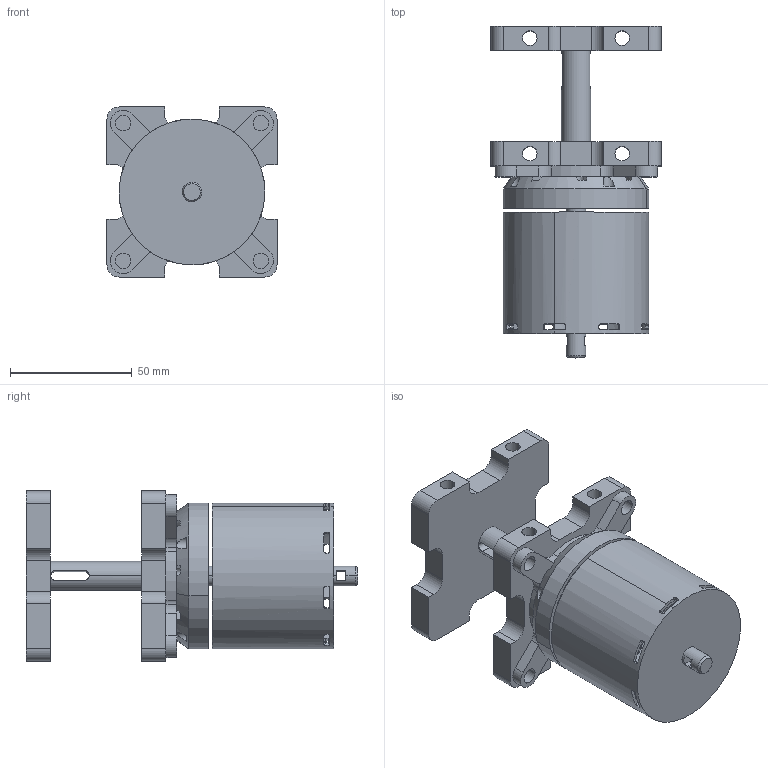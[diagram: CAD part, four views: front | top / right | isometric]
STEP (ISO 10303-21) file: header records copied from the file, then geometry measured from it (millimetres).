
FILE_DESCRIPTION (( 'STEP AP214' ), '1' );
FILE_NAME ('H850 .STEP', '2025-03-19T18:54:35', ( '' ), ( '' ), 'SwSTEP 2.0', 'SolidWorks 2023', '' );
FILE_SCHEMA (( 'AUTOMOTIVE_DESIGN' ));
Length unit declared in the file: millimetre
Products named in the file (5): shaft for gearbox; H850 MOUNT; body; H850 ; top cover
Assembly tree (4 placements, depth 2):
  H850 
    body
    top cover
    shaft for gearbox
    H850 MOUNT
Bounding box: 70 x 136.5 x 70 mm (x, y, z)
Volume: 138608 mm3; surface area: 72273 mm2
Topology: 5 solids, 5 shells, 462 faces, 1373 edges, 902 vertices
Faces by surface type: cylinder 267, plane 169, bspline 12, torus 10, cone 4
Entity records: 30393 total; most frequent: CARTESIAN_POINT 16838, ORIENTED_EDGE 2746, DIRECTION 2495, EDGE_CURVE 1373, AXIS2_PLACEMENT_3D 919, VERTEX_POINT 902, VECTOR 657, LINE 657
